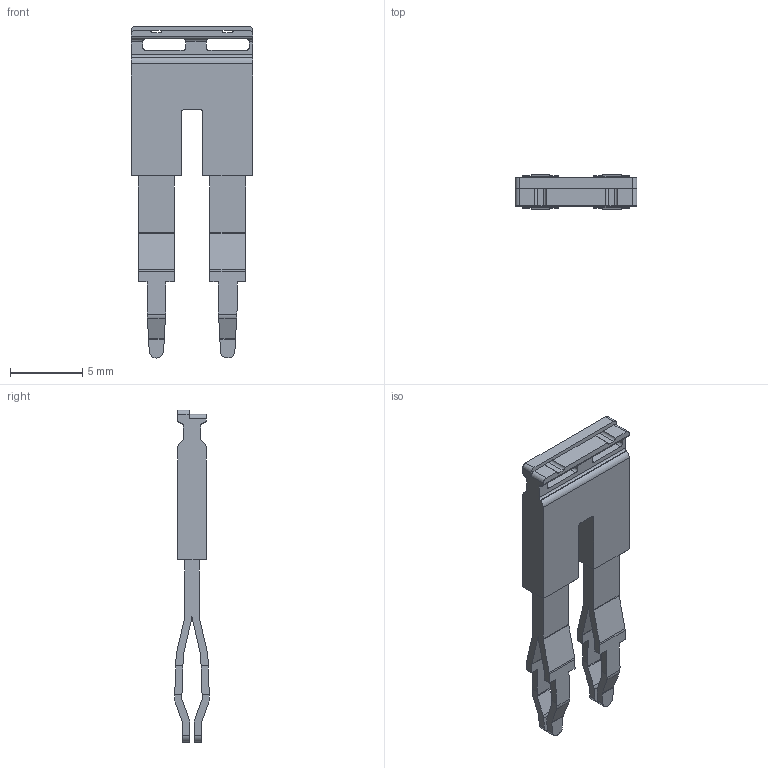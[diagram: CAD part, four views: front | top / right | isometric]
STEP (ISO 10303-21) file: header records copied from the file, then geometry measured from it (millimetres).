
FILE_DESCRIPTION(/* description */ (''),/* implementation_level */ '2;1');
FILE_NAME(/* name */ 'JX2_5_2.stp',/* time_stamp */ '2016-06-24T12:33:59-04:00',/* author */ ('CAD Station'),/* organization */ (''),/* preprocessor_version */ 'ST-DEVELOPER v16.1',/* originating_system */ 'Autodesk Inventor 2016',/* authorisation */ '');
FILE_SCHEMA (('AUTOMOTIVE_DESIGN { 1 0 10303 214 3 1 1 }'));
Length unit declared in the file: metre
Products named in the file (1): JX2.5_2
Bounding box: 8.44 x 2.41 x 23.03 mm (x, y, z)
Volume: 193.2 mm3; surface area: 479.9 mm2
Topology: 1 solids, 1 shells, 170 faces, 522 edges, 348 vertices
Faces by surface type: plane 102, cylinder 62, bspline 6
Entity records: 6326 total; most frequent: CARTESIAN_POINT 1391, ORIENTED_EDGE 1044, DIRECTION 944, EDGE_CURVE 522, LINE 374, VECTOR 374, VERTEX_POINT 348, AXIS2_PLACEMENT_3D 285
